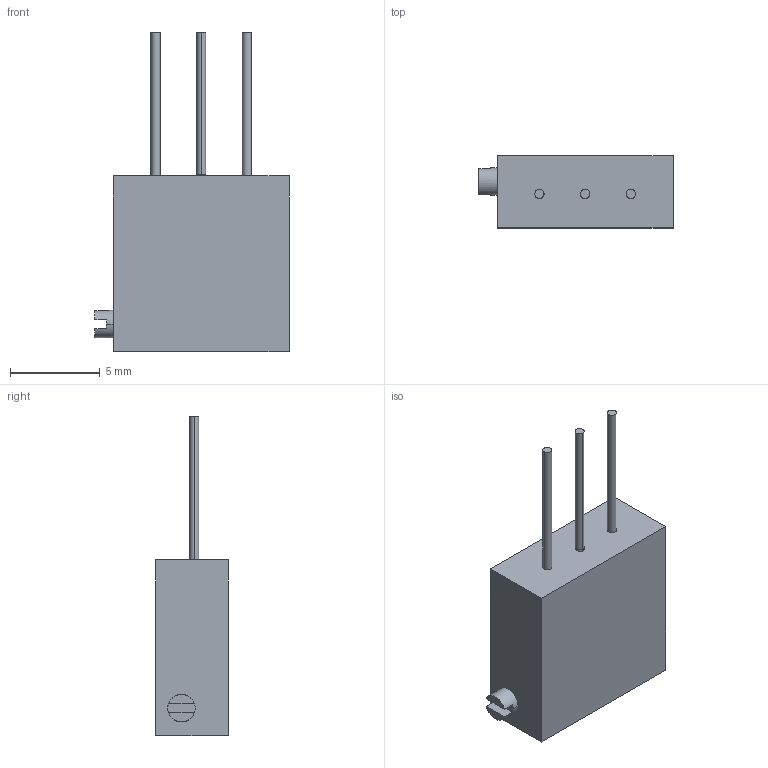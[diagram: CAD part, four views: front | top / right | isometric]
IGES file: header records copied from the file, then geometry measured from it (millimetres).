
Start section:  PTC IGES file: 3290H.igs
Global section: file name: 3290H.igs; native system: Creo Parametric by Parametric Technology Corporation; preprocessor: 2012230; author: stevec; organization: Unknown; date: 20121030.090426; units: inch
Bounding box: 10.79 x 4.01 x 17.77 mm (x, y, z)
Volume: 388.6 mm3; surface area: 417.4 mm2
Topology: 2 solids, 4 shells, 44 faces, 90 edges, 58 vertices
Faces by surface type: revolution 22, bspline 22
